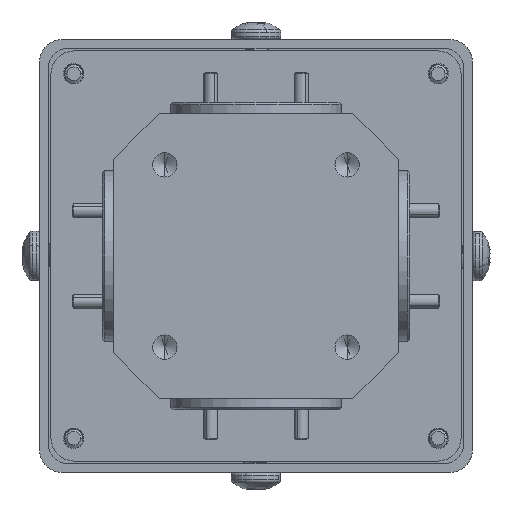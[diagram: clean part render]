
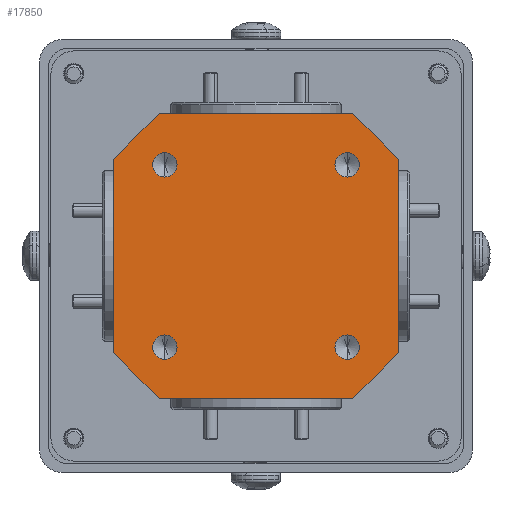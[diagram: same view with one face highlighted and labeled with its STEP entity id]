
A CAD part, front view. The second image highlights one B-rep face of the part: STEP entity #17850.
In plain terms, the highlighted planar face has unit normal (0, -1, 0).
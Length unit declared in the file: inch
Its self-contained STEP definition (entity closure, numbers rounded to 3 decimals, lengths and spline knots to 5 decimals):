
#355 = VERTEX_POINT ( 'NONE', #31362 ) ;
#402 = VECTOR ( 'NONE', #11041, 39.37008 ) ;
#446 = CIRCLE ( 'NONE', #37850, 0.05325 ) ;
#624 = CARTESIAN_POINT ( 'NONE',  ( -0.4, 0., -0.4 ) ) ;
#1873 = ORIENTED_EDGE ( 'NONE', *, *, #30287, .F. ) ;
#2079 = CARTESIAN_POINT ( 'NONE',  ( -0.425, 0., -0.625 ) ) ;
#2264 = VECTOR ( 'NONE', #27079, 39.37008 ) ;
#2289 = EDGE_LOOP ( 'NONE', ( #4248, #21300 ) ) ;
#2414 = DIRECTION ( 'NONE',  ( 1., 0., 0. ) ) ;
#2518 = DIRECTION ( 'NONE',  ( 0., 0., -1. ) ) ;
#3407 = CIRCLE ( 'NONE', #16701, 0.05325 ) ;
#3471 = VERTEX_POINT ( 'NONE', #31325 ) ;
#3581 = CARTESIAN_POINT ( 'NONE',  ( 0., 0., 0. ) ) ;
#3850 = DIRECTION ( 'NONE',  ( 0.707, 0., -0.707 ) ) ;
#3919 = EDGE_CURVE ( 'NONE', #18713, #36614, #38751, .T. ) ;
#4177 = DIRECTION ( 'NONE',  ( 0., -1., 0. ) ) ;
#4248 = ORIENTED_EDGE ( 'NONE', *, *, #31306, .F. ) ;
#4963 = EDGE_CURVE ( 'NONE', #18713, #14215, #6965, .T. ) ;
#5561 = VERTEX_POINT ( 'NONE', #20324 ) ;
#6464 = VERTEX_POINT ( 'NONE', #32938 ) ;
#6612 = VERTEX_POINT ( 'NONE', #16099 ) ;
#6628 = VECTOR ( 'NONE', #19635, 39.37008 ) ;
#6794 = CARTESIAN_POINT ( 'NONE',  ( -0.425, 0., 0.625 ) ) ;
#6847 = CARTESIAN_POINT ( 'NONE',  ( -0.525, 0., -0.525 ) ) ;
#6851 = CARTESIAN_POINT ( 'NONE',  ( -0.4, 0., -0.45325 ) ) ;
#6965 = LINE ( 'NONE', #13092, #6628 ) ;
#7199 = ORIENTED_EDGE ( 'NONE', *, *, #36928, .T. ) ;
#7271 = CIRCLE ( 'NONE', #29473, 0.05325 ) ;
#7894 = EDGE_CURVE ( 'NONE', #6612, #3471, #16619, .T. ) ;
#7985 = DIRECTION ( 'NONE',  ( 0., 0., 1. ) ) ;
#8334 = CARTESIAN_POINT ( 'NONE',  ( -0.625, 0., 0.625 ) ) ;
#8879 = AXIS2_PLACEMENT_3D ( 'NONE', #3581, #4177, #18622 ) ;
#8904 = CARTESIAN_POINT ( 'NONE',  ( 0.625, 0., 0.425 ) ) ;
#9144 = LINE ( 'NONE', #20702, #2264 ) ;
#9226 = CIRCLE ( 'NONE', #22602, 0.05325 ) ;
#9627 = CARTESIAN_POINT ( 'NONE',  ( -0.4, 0., 0.4 ) ) ;
#9684 = DIRECTION ( 'NONE',  ( 0., 0., -1. ) ) ;
#10020 = DIRECTION ( 'NONE',  ( 0., -1., 0. ) ) ;
#10906 = ORIENTED_EDGE ( 'NONE', *, *, #7894, .F. ) ;
#11041 = DIRECTION ( 'NONE',  ( -0.707, 0., 0.707 ) ) ;
#11674 = VERTEX_POINT ( 'NONE', #33833 ) ;
#12227 = VECTOR ( 'NONE', #35759, 39.37008 ) ;
#12663 = DIRECTION ( 'NONE',  ( 0., -1., 0. ) ) ;
#12674 = EDGE_CURVE ( 'NONE', #22067, #6464, #446, .T. ) ;
#12787 = AXIS2_PLACEMENT_3D ( 'NONE', #38078, #23343, #2518 ) ;
#12868 = FACE_BOUND ( 'NONE', #38082, .T. ) ;
#13092 = CARTESIAN_POINT ( 'NONE',  ( 0.525, 0., -0.525 ) ) ;
#13680 = CARTESIAN_POINT ( 'NONE',  ( 0.4, 0., -0.4 ) ) ;
#14209 = LINE ( 'NONE', #32098, #402 ) ;
#14215 = VERTEX_POINT ( 'NONE', #37311 ) ;
#14361 = ORIENTED_EDGE ( 'NONE', *, *, #38916, .F. ) ;
#14803 = VECTOR ( 'NONE', #3850, 39.37008 ) ;
#15185 = VERTEX_POINT ( 'NONE', #8904 ) ;
#15567 = AXIS2_PLACEMENT_3D ( 'NONE', #17026, #16847, #26209 ) ;
#15664 = LINE ( 'NONE', #22820, #30315 ) ;
#15665 = FACE_BOUND ( 'NONE', #32300, .T. ) ;
#16099 = CARTESIAN_POINT ( 'NONE',  ( 0.4, 0., -0.34675 ) ) ;
#16106 = ORIENTED_EDGE ( 'NONE', *, *, #4963, .T. ) ;
#16619 = CIRCLE ( 'NONE', #12787, 0.05325 ) ;
#16701 = AXIS2_PLACEMENT_3D ( 'NONE', #9627, #10020, #24932 ) ;
#16847 = DIRECTION ( 'NONE',  ( 0., -1., 0. ) ) ;
#17026 = CARTESIAN_POINT ( 'NONE',  ( -0.4, 0., -0.4 ) ) ;
#17172 = VERTEX_POINT ( 'NONE', #25218 ) ;
#17850 = ADVANCED_FACE ( 'NONE', ( #19419, #31551, #12868, #15665, #31358 ), #25187, .T. ) ;
#18031 = DIRECTION ( 'NONE',  ( 0., -1., 0. ) ) ;
#18492 = VERTEX_POINT ( 'NONE', #23155 ) ;
#18622 = DIRECTION ( 'NONE',  ( 0., 0., -1. ) ) ;
#18663 = ORIENTED_EDGE ( 'NONE', *, *, #3919, .F. ) ;
#18713 = VERTEX_POINT ( 'NONE', #36214 ) ;
#18784 = ORIENTED_EDGE ( 'NONE', *, *, #37312, .F. ) ;
#19207 = CARTESIAN_POINT ( 'NONE',  ( 0.4, 0., 0.4 ) ) ;
#19419 = FACE_BOUND ( 'NONE', #2289, .T. ) ;
#19635 = DIRECTION ( 'NONE',  ( 0.707, 0., 0.707 ) ) ;
#19643 = ORIENTED_EDGE ( 'NONE', *, *, #38331, .F. ) ;
#19651 = LINE ( 'NONE', #8334, #29815 ) ;
#19698 = CARTESIAN_POINT ( 'NONE',  ( -0.4, 0., 0.4 ) ) ;
#19819 = VERTEX_POINT ( 'NONE', #6794 ) ;
#20299 = CARTESIAN_POINT ( 'NONE',  ( 0.4, 0., 0.4 ) ) ;
#20324 = CARTESIAN_POINT ( 'NONE',  ( -0.625, 0., -0.425 ) ) ;
#20479 = CARTESIAN_POINT ( 'NONE',  ( -0.625, 0., -0.625 ) ) ;
#20702 = CARTESIAN_POINT ( 'NONE',  ( 0.625, 0., 0.625 ) ) ;
#21266 = EDGE_CURVE ( 'NONE', #5561, #29729, #37764, .T. ) ;
#21300 = ORIENTED_EDGE ( 'NONE', *, *, #29241, .F. ) ;
#21826 = DIRECTION ( 'NONE',  ( 0., -1., 0. ) ) ;
#21908 = CIRCLE ( 'NONE', #15567, 0.05325 ) ;
#22067 = VERTEX_POINT ( 'NONE', #6851 ) ;
#22308 = DIRECTION ( 'NONE',  ( 0., 0., -1. ) ) ;
#22580 = EDGE_CURVE ( 'NONE', #19819, #29729, #15664, .T. ) ;
#22602 = AXIS2_PLACEMENT_3D ( 'NONE', #13680, #37918, #33584 ) ;
#22820 = CARTESIAN_POINT ( 'NONE',  ( -0.525, 0., 0.525 ) ) ;
#23155 = CARTESIAN_POINT ( 'NONE',  ( 0.425, 0., 0.625 ) ) ;
#23203 = DIRECTION ( 'NONE',  ( -0.707, 0., -0.707 ) ) ;
#23343 = DIRECTION ( 'NONE',  ( 0., -1., 0. ) ) ;
#24523 = LINE ( 'NONE', #6847, #14803 ) ;
#24654 = EDGE_CURVE ( 'NONE', #355, #11674, #29593, .T. ) ;
#24932 = DIRECTION ( 'NONE',  ( 0., 0., -1. ) ) ;
#25187 = PLANE ( 'NONE',  #8879 ) ;
#25218 = CARTESIAN_POINT ( 'NONE',  ( 0.4, 0., 0.34675 ) ) ;
#25253 = ORIENTED_EDGE ( 'NONE', *, *, #22580, .T. ) ;
#26082 = VECTOR ( 'NONE', #7985, 39.37008 ) ;
#26209 = DIRECTION ( 'NONE',  ( 0., 0., -1. ) ) ;
#26852 = CARTESIAN_POINT ( 'NONE',  ( 0.4, 0., 0.45325 ) ) ;
#27079 = DIRECTION ( 'NONE',  ( 0., 0., -1. ) ) ;
#28769 = ORIENTED_EDGE ( 'NONE', *, *, #12674, .F. ) ;
#28896 = DIRECTION ( 'NONE',  ( 0., -1., 0. ) ) ;
#29046 = CARTESIAN_POINT ( 'NONE',  ( -0.625, 0., 0.625 ) ) ;
#29241 = EDGE_CURVE ( 'NONE', #32886, #17172, #34191, .T. ) ;
#29473 = AXIS2_PLACEMENT_3D ( 'NONE', #19207, #21826, #33932 ) ;
#29593 = CIRCLE ( 'NONE', #34665, 0.05325 ) ;
#29729 = VERTEX_POINT ( 'NONE', #35913 ) ;
#29815 = VECTOR ( 'NONE', #2414, 39.37008 ) ;
#30287 = EDGE_CURVE ( 'NONE', #19819, #18492, #19651, .T. ) ;
#30315 = VECTOR ( 'NONE', #23203, 39.37008 ) ;
#30895 = ORIENTED_EDGE ( 'NONE', *, *, #34395, .F. ) ;
#31306 = EDGE_CURVE ( 'NONE', #17172, #32886, #7271, .T. ) ;
#31325 = CARTESIAN_POINT ( 'NONE',  ( 0.4, 0., -0.45325 ) ) ;
#31335 = EDGE_LOOP ( 'NONE', ( #19643, #7199, #1873, #25253, #37893, #34309, #18663, #16106 ) ) ;
#31358 = FACE_OUTER_BOUND ( 'NONE', #31335, .T. ) ;
#31362 = CARTESIAN_POINT ( 'NONE',  ( -0.4, 0., 0.34675 ) ) ;
#31551 = FACE_BOUND ( 'NONE', #34836, .T. ) ;
#32098 = CARTESIAN_POINT ( 'NONE',  ( 0.525, 0., 0.525 ) ) ;
#32185 = EDGE_CURVE ( 'NONE', #5561, #36614, #24523, .T. ) ;
#32300 = EDGE_LOOP ( 'NONE', ( #18784, #10906 ) ) ;
#32417 = DIRECTION ( 'NONE',  ( 0., 0., -1. ) ) ;
#32886 = VERTEX_POINT ( 'NONE', #26852 ) ;
#32938 = CARTESIAN_POINT ( 'NONE',  ( -0.4, 0., -0.34675 ) ) ;
#33243 = ORIENTED_EDGE ( 'NONE', *, *, #24654, .F. ) ;
#33584 = DIRECTION ( 'NONE',  ( 0., 0., -1. ) ) ;
#33833 = CARTESIAN_POINT ( 'NONE',  ( -0.4, 0., 0.45325 ) ) ;
#33932 = DIRECTION ( 'NONE',  ( 0., 0., -1. ) ) ;
#34191 = CIRCLE ( 'NONE', #39284, 0.05325 ) ;
#34309 = ORIENTED_EDGE ( 'NONE', *, *, #32185, .T. ) ;
#34395 = EDGE_CURVE ( 'NONE', #11674, #355, #3407, .T. ) ;
#34665 = AXIS2_PLACEMENT_3D ( 'NONE', #19698, #28896, #22308 ) ;
#34836 = EDGE_LOOP ( 'NONE', ( #33243, #30895 ) ) ;
#35759 = DIRECTION ( 'NONE',  ( -1., 0., 0. ) ) ;
#35913 = CARTESIAN_POINT ( 'NONE',  ( -0.625, 0., 0.425 ) ) ;
#36214 = CARTESIAN_POINT ( 'NONE',  ( 0.425, 0., -0.625 ) ) ;
#36614 = VERTEX_POINT ( 'NONE', #2079 ) ;
#36928 = EDGE_CURVE ( 'NONE', #15185, #18492, #14209, .T. ) ;
#37311 = CARTESIAN_POINT ( 'NONE',  ( 0.625, 0., -0.425 ) ) ;
#37312 = EDGE_CURVE ( 'NONE', #3471, #6612, #9226, .T. ) ;
#37764 = LINE ( 'NONE', #29046, #26082 ) ;
#37850 = AXIS2_PLACEMENT_3D ( 'NONE', #624, #12663, #9684 ) ;
#37893 = ORIENTED_EDGE ( 'NONE', *, *, #21266, .F. ) ;
#37918 = DIRECTION ( 'NONE',  ( 0., -1., 0. ) ) ;
#38078 = CARTESIAN_POINT ( 'NONE',  ( 0.4, 0., -0.4 ) ) ;
#38082 = EDGE_LOOP ( 'NONE', ( #28769, #14361 ) ) ;
#38331 = EDGE_CURVE ( 'NONE', #15185, #14215, #9144, .T. ) ;
#38751 = LINE ( 'NONE', #20479, #12227 ) ;
#38916 = EDGE_CURVE ( 'NONE', #6464, #22067, #21908, .T. ) ;
#39284 = AXIS2_PLACEMENT_3D ( 'NONE', #20299, #18031, #32417 ) ;
